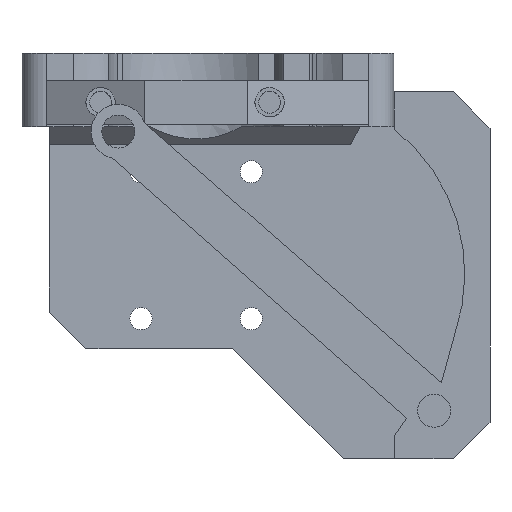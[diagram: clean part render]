
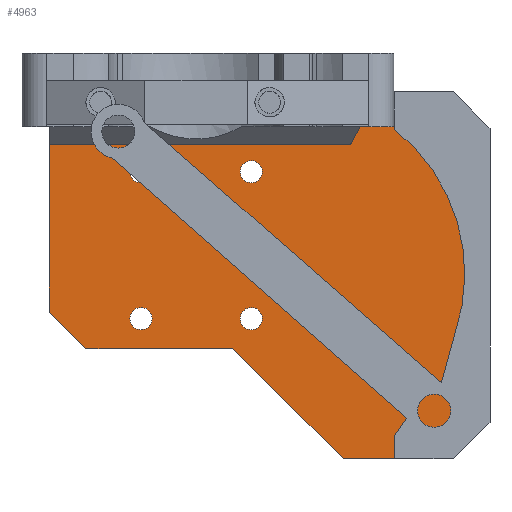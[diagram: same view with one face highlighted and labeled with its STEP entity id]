
A CAD part, front view. The second image highlights one B-rep face of the part: STEP entity #4963.
In plain terms, the highlighted planar face has unit normal (0, -1, 0).
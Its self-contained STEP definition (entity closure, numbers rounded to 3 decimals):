
#57=FACE_BOUND('',#528,.T.);
#58=FACE_BOUND('',#529,.T.);
#59=FACE_BOUND('',#530,.T.);
#60=FACE_BOUND('',#531,.T.);
#95=PLANE('',#5261);
#255=FACE_OUTER_BOUND('',#527,.T.);
#527=EDGE_LOOP('',(#3466,#3467,#3468,#3469,#3470,#3471,#3472,#3473,#3474,
#3475,#3476,#3477,#3478,#3479));
#528=EDGE_LOOP('',(#3480));
#529=EDGE_LOOP('',(#3481));
#530=EDGE_LOOP('',(#3482));
#531=EDGE_LOOP('',(#3483));
#779=CIRCLE('',#5241,25.);
#781=CIRCLE('',#5245,3.913);
#789=CIRCLE('',#5262,1.515);
#790=CIRCLE('',#5263,1.515);
#791=CIRCLE('',#5264,1.515);
#792=CIRCLE('',#5265,1.515);
#1012=LINE('',#7245,#1544);
#1014=LINE('',#7249,#1546);
#1017=LINE('',#7256,#1549);
#1023=LINE('',#7271,#1555);
#1041=LINE('',#7322,#1573);
#1042=LINE('',#7324,#1574);
#1043=LINE('',#7326,#1575);
#1044=LINE('',#7328,#1576);
#1045=LINE('',#7330,#1577);
#1046=LINE('',#7332,#1578);
#1047=LINE('',#7334,#1579);
#1048=LINE('',#7335,#1580);
#1544=VECTOR('',#5773,10.);
#1546=VECTOR('',#5777,10.);
#1549=VECTOR('',#5782,10.);
#1555=VECTOR('',#5796,10.);
#1573=VECTOR('',#5850,10.);
#1574=VECTOR('',#5851,10.);
#1575=VECTOR('',#5852,10.);
#1576=VECTOR('',#5853,10.);
#1577=VECTOR('',#5854,10.);
#1578=VECTOR('',#5855,10.);
#1579=VECTOR('',#5856,10.);
#1580=VECTOR('',#5857,10.);
#2081=VERTEX_POINT('',#7242);
#2082=VERTEX_POINT('',#7244);
#2083=VERTEX_POINT('',#7248);
#2085=VERTEX_POINT('',#7254);
#2086=VERTEX_POINT('',#7255);
#2089=VERTEX_POINT('',#7263);
#2091=VERTEX_POINT('',#7270);
#2106=VERTEX_POINT('',#7321);
#2107=VERTEX_POINT('',#7323);
#2108=VERTEX_POINT('',#7325);
#2109=VERTEX_POINT('',#7327);
#2110=VERTEX_POINT('',#7329);
#2111=VERTEX_POINT('',#7331);
#2112=VERTEX_POINT('',#7333);
#2113=VERTEX_POINT('',#7336);
#2114=VERTEX_POINT('',#7338);
#2115=VERTEX_POINT('',#7340);
#2116=VERTEX_POINT('',#7342);
#2596=EDGE_CURVE('',#2082,#2081,#1012,.T.);
#2598=EDGE_CURVE('',#2083,#2082,#1014,.T.);
#2601=EDGE_CURVE('',#2085,#2086,#1017,.T.);
#2605=EDGE_CURVE('',#2089,#2085,#779,.T.);
#2609=EDGE_CURVE('',#2091,#2089,#1023,.T.);
#2611=EDGE_CURVE('',#2081,#2091,#781,.T.);
#2635=EDGE_CURVE('',#2086,#2106,#1041,.T.);
#2636=EDGE_CURVE('',#2106,#2107,#1042,.T.);
#2637=EDGE_CURVE('',#2108,#2107,#1043,.T.);
#2638=EDGE_CURVE('',#2108,#2109,#1044,.T.);
#2639=EDGE_CURVE('',#2110,#2109,#1045,.T.);
#2640=EDGE_CURVE('',#2110,#2111,#1046,.T.);
#2641=EDGE_CURVE('',#2112,#2111,#1047,.T.);
#2642=EDGE_CURVE('',#2112,#2083,#1048,.T.);
#2643=EDGE_CURVE('',#2113,#2113,#789,.T.);
#2644=EDGE_CURVE('',#2114,#2114,#790,.T.);
#2645=EDGE_CURVE('',#2115,#2115,#791,.T.);
#2646=EDGE_CURVE('',#2116,#2116,#792,.T.);
#3466=ORIENTED_EDGE('',*,*,#2598,.T.);
#3467=ORIENTED_EDGE('',*,*,#2596,.T.);
#3468=ORIENTED_EDGE('',*,*,#2611,.T.);
#3469=ORIENTED_EDGE('',*,*,#2609,.T.);
#3470=ORIENTED_EDGE('',*,*,#2605,.T.);
#3471=ORIENTED_EDGE('',*,*,#2601,.T.);
#3472=ORIENTED_EDGE('',*,*,#2635,.T.);
#3473=ORIENTED_EDGE('',*,*,#2636,.T.);
#3474=ORIENTED_EDGE('',*,*,#2637,.F.);
#3475=ORIENTED_EDGE('',*,*,#2638,.T.);
#3476=ORIENTED_EDGE('',*,*,#2639,.F.);
#3477=ORIENTED_EDGE('',*,*,#2640,.T.);
#3478=ORIENTED_EDGE('',*,*,#2641,.F.);
#3479=ORIENTED_EDGE('',*,*,#2642,.T.);
#3480=ORIENTED_EDGE('',*,*,#2643,.T.);
#3481=ORIENTED_EDGE('',*,*,#2644,.T.);
#3482=ORIENTED_EDGE('',*,*,#2645,.T.);
#3483=ORIENTED_EDGE('',*,*,#2646,.T.);
#4963=ADVANCED_FACE('',(#255,#57,#58,#59,#60),#95,.T.);
#5241=AXIS2_PLACEMENT_3D('',#7264,#5788,#5789);
#5245=AXIS2_PLACEMENT_3D('',#7274,#5800,#5801);
#5261=AXIS2_PLACEMENT_3D('',#7320,#5848,#5849);
#5262=AXIS2_PLACEMENT_3D('',#7337,#5858,#5859);
#5263=AXIS2_PLACEMENT_3D('',#7339,#5860,#5861);
#5264=AXIS2_PLACEMENT_3D('',#7341,#5862,#5863);
#5265=AXIS2_PLACEMENT_3D('',#7343,#5864,#5865);
#5773=DIRECTION('',(0.995,0.,-0.101));
#5777=DIRECTION('',(0.,0.,1.));
#5782=DIRECTION('',(0.,0.,1.));
#5788=DIRECTION('center_axis',(0.,-1.,0.));
#5789=DIRECTION('ref_axis',(0.539,0.,0.843));
#5796=DIRECTION('',(-0.106,0.,0.994));
#5800=DIRECTION('center_axis',(0.,-1.,0.));
#5801=DIRECTION('ref_axis',(-1.,0.,0.));
#5848=DIRECTION('center_axis',(0.,-1.,0.));
#5849=DIRECTION('ref_axis',(1.,0.,0.));
#5850=DIRECTION('',(-1.,0.,0.));
#5851=DIRECTION('',(0.,0.,-1.));
#5852=DIRECTION('',(1.,0.,0.));
#5853=DIRECTION('',(0.,0.,-1.));
#5854=DIRECTION('',(-0.707,0.,0.707));
#5855=DIRECTION('',(1.,0.,0.));
#5856=DIRECTION('',(-0.707,0.,0.707));
#5857=DIRECTION('',(1.,0.,0.));
#5858=DIRECTION('center_axis',(0.,1.,0.));
#5859=DIRECTION('ref_axis',(1.,0.,0.));
#5860=DIRECTION('center_axis',(0.,1.,0.));
#5861=DIRECTION('ref_axis',(1.,0.,0.));
#5862=DIRECTION('center_axis',(0.,1.,0.));
#5863=DIRECTION('ref_axis',(1.,0.,0.));
#5864=DIRECTION('center_axis',(0.,1.,0.));
#5865=DIRECTION('ref_axis',(1.,0.,0.));
#7242=CARTESIAN_POINT('',(32.018,4.104,-32.327));
#7244=CARTESIAN_POINT('',(27.,4.104,-31.818));
#7245=CARTESIAN_POINT('',(17.492,4.104,-30.854));
#7248=CARTESIAN_POINT('',(27.,4.104,-35.));
#7249=CARTESIAN_POINT('',(27.,4.104,-22.5));
#7254=CARTESIAN_POINT('',(27.,4.104,9.851));
#7255=CARTESIAN_POINT('',(27.,4.104,15.));
#7256=CARTESIAN_POINT('',(27.,4.104,-0.074));
#7263=CARTESIAN_POINT('',(35.23,4.104,-17.895));
#7264=CARTESIAN_POINT('Origin',(11.57,4.104,-9.819));
#7270=CARTESIAN_POINT('',(36.304,4.104,-28.02));
#7271=CARTESIAN_POINT('',(35.212,4.104,-17.73));
#7274=CARTESIAN_POINT('Origin',(32.413,4.104,-28.433));
#7320=CARTESIAN_POINT('Origin',(10.,4.104,-10.));
#7321=CARTESIAN_POINT('',(21.015,4.104,15.));
#7322=CARTESIAN_POINT('',(20.,4.104,15.));
#7323=CARTESIAN_POINT('',(21.015,4.104,7.75));
#7324=CARTESIAN_POINT('',(21.015,4.104,5.125));
#7325=CARTESIAN_POINT('',(-20.,4.104,7.75));
#7326=CARTESIAN_POINT('',(5.8,4.104,7.75));
#7327=CARTESIAN_POINT('',(-20.,4.104,-15.));
#7328=CARTESIAN_POINT('',(-20.,4.104,-20.));
#7329=CARTESIAN_POINT('',(-15.,4.104,-20.));
#7330=CARTESIAN_POINT('',(-12.5,4.104,-22.5));
#7331=CARTESIAN_POINT('',(5.,4.104,-20.));
#7332=CARTESIAN_POINT('',(20.,4.104,-20.));
#7333=CARTESIAN_POINT('',(20.,4.104,-35.));
#7334=CARTESIAN_POINT('',(7.5,4.104,-22.5));
#7335=CARTESIAN_POINT('',(40.,4.104,-35.));
#7336=CARTESIAN_POINT('',(5.985,4.104,4.104));
#7337=CARTESIAN_POINT('Origin',(7.5,4.104,4.104));
#7338=CARTESIAN_POINT('',(-9.015,4.104,-15.896));
#7339=CARTESIAN_POINT('Origin',(-7.5,4.104,-15.896));
#7340=CARTESIAN_POINT('',(-9.015,4.104,4.104));
#7341=CARTESIAN_POINT('Origin',(-7.5,4.104,4.104));
#7342=CARTESIAN_POINT('',(5.985,4.104,-15.896));
#7343=CARTESIAN_POINT('Origin',(7.5,4.104,-15.896));
